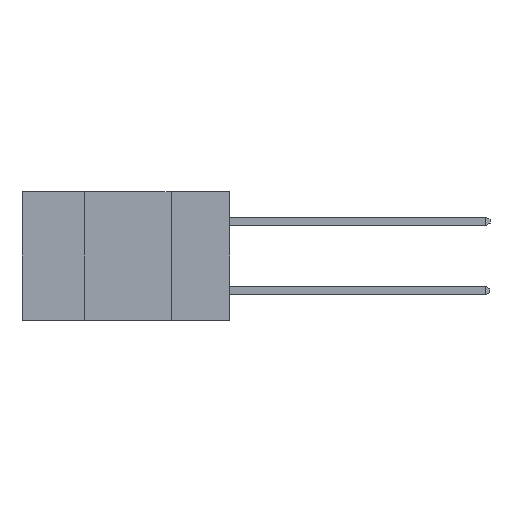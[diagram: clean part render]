
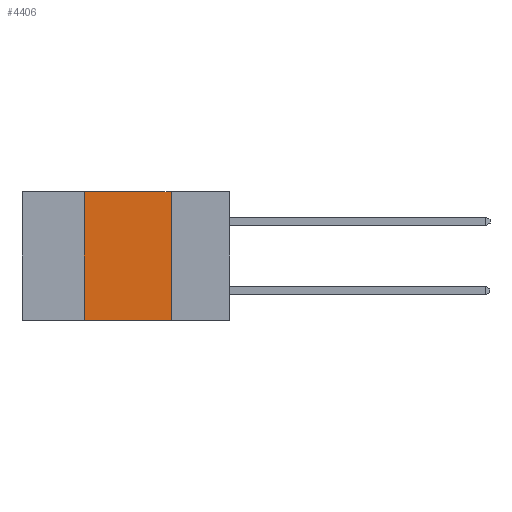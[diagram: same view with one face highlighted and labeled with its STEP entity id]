
A CAD part, left-side view. The second image highlights one B-rep face of the part: STEP entity #4406.
In plain terms, the highlighted planar face has unit normal (-1, 0, 0).
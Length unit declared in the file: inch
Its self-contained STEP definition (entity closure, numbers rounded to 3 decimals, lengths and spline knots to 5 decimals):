
#148 = VERTEX_POINT ( 'NONE', #6481 ) ;
#569 = CARTESIAN_POINT ( 'NONE',  ( 0., 0.17, -0.37 ) ) ;
#949 = VECTOR ( 'NONE', #1626, 39.37008 ) ;
#951 = ORIENTED_EDGE ( 'NONE', *, *, #5500, .F. ) ;
#1217 = EDGE_CURVE ( 'NONE', #8013, #2785, #5422, .T. ) ;
#1460 = EDGE_LOOP ( 'NONE', ( #4597, #6313, #951, #4664 ) ) ;
#1626 = DIRECTION ( 'NONE',  ( 0., -1., 0. ) ) ;
#2221 = LINE ( 'NONE', #8324, #12304 ) ;
#2754 = VECTOR ( 'NONE', #4956, 39.37008 ) ;
#2785 = VERTEX_POINT ( 'NONE', #569 ) ;
#2986 = DIRECTION ( 'NONE',  ( 0., 0., 1. ) ) ;
#3648 = LINE ( 'NONE', #9299, #949 ) ;
#4406 = ADVANCED_FACE ( 'NONE', ( #8880 ), #4883, .F. ) ;
#4478 = DIRECTION ( 'NONE',  ( 0., -1., 0. ) ) ;
#4597 = ORIENTED_EDGE ( 'NONE', *, *, #1217, .F. ) ;
#4664 = ORIENTED_EDGE ( 'NONE', *, *, #6073, .T. ) ;
#4838 = CARTESIAN_POINT ( 'NONE',  ( 0., 0.6, 0. ) ) ;
#4883 = PLANE ( 'NONE',  #11429 ) ;
#4956 = DIRECTION ( 'NONE',  ( 0., 0., -1. ) ) ;
#5422 = LINE ( 'NONE', #11813, #2754 ) ;
#5500 = EDGE_CURVE ( 'NONE', #8124, #148, #10699, .T. ) ;
#5978 = CARTESIAN_POINT ( 'NONE',  ( 0., 0.17, 0. ) ) ;
#6073 = EDGE_CURVE ( 'NONE', #8124, #2785, #3648, .T. ) ;
#6113 = DIRECTION ( 'NONE',  ( 0., 0., -1. ) ) ;
#6138 = DIRECTION ( 'NONE',  ( 1., 0., 0. ) ) ;
#6313 = ORIENTED_EDGE ( 'NONE', *, *, #11481, .F. ) ;
#6481 = CARTESIAN_POINT ( 'NONE',  ( 0., 0.42, 0. ) ) ;
#8013 = VERTEX_POINT ( 'NONE', #5978 ) ;
#8088 = CARTESIAN_POINT ( 'NONE',  ( 0., 0.42, -0.37 ) ) ;
#8114 = VECTOR ( 'NONE', #2986, 39.37008 ) ;
#8124 = VERTEX_POINT ( 'NONE', #8088 ) ;
#8324 = CARTESIAN_POINT ( 'NONE',  ( 0., 0.6, 0. ) ) ;
#8880 = FACE_OUTER_BOUND ( 'NONE', #1460, .T. ) ;
#9299 = CARTESIAN_POINT ( 'NONE',  ( 0., 0.6, -0.37 ) ) ;
#10699 = LINE ( 'NONE', #11472, #8114 ) ;
#11429 = AXIS2_PLACEMENT_3D ( 'NONE', #4838, #6138, #6113 ) ;
#11472 = CARTESIAN_POINT ( 'NONE',  ( 0., 0.42, 0. ) ) ;
#11481 = EDGE_CURVE ( 'NONE', #148, #8013, #2221, .T. ) ;
#11813 = CARTESIAN_POINT ( 'NONE',  ( 0., 0.17, 0. ) ) ;
#12304 = VECTOR ( 'NONE', #4478, 39.37008 ) ;
